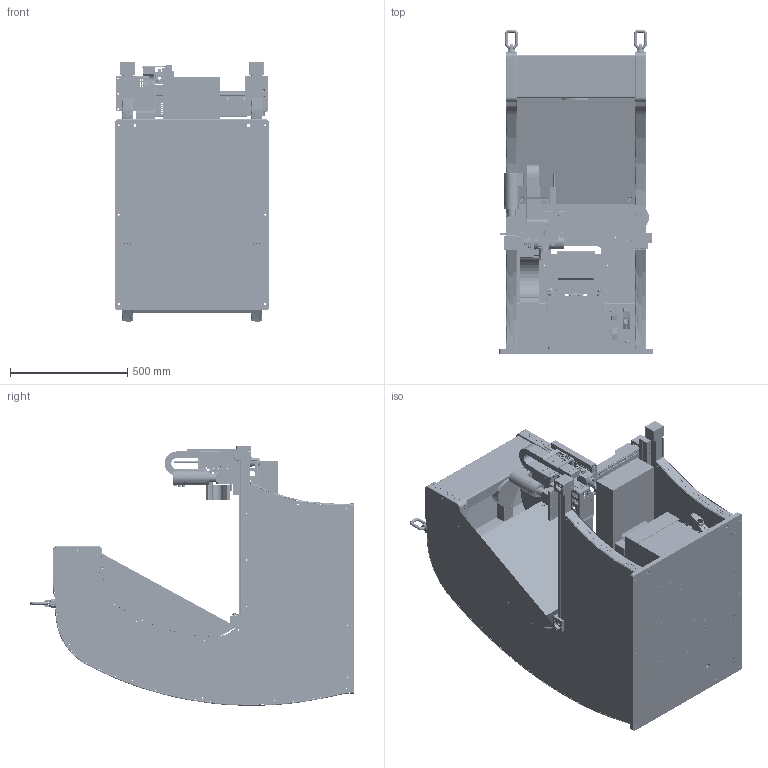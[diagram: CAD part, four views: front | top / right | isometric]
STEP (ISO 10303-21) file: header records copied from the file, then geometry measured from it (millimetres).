
FILE_DESCRIPTION(/* description */ ('Alibre Inc.'),/* implementation_level */ '2;1');
FILE_NAME(/* name */ 'export-D1761E10-2C2D-4AA5-8250-63B8C16CC7B3',/* time_stamp */ '2023-12-14T13:01:02+01:00',/* author */ (''),/* organization */ (''),/* preprocessor_version */ 'ST-DEVELOPER v17',/* originating_system */ 'Alibre',/* authorisation */ '');
FILE_SCHEMA (('AUTOMOTIVE_DESIGN'));
Length unit declared in the file: millimetre
Products named in the file (1): ConFeed_ZDD_380_v2.1
Bounding box: 655 x 1383 x 1107.27 mm (x, y, z)
Volume: 1582625.4 mm3; surface area: 12583385.1 mm2
Topology: 4 solids, 307 shells, 2214 faces, 12194 edges, 10046 vertices
Faces by surface type: plane 1071, cylinder 888, cone 135, bspline 113, torus 7
Full cylindrical faces by diameter (mm): 2.5 x2, 3 x1, 3.2 x2, 3.242 x11, 3.959 x1, 4 x1, 4.134 x32, 4.2 x24, 4.459 x8, 4.5 x2, 4.8 x49, 4.9 x1, 4.917 x10, 5 x1, 5.5 x9, 5.7 x2, 6 x29, 6.2 x5, 6.4 x14, 6.5 x7, 6.6 x7, 6.647 x4, 7 x13, 7.3 x1, 8 x10, 8.5 x4, 8.7 x2, 9 x6, 9.5 x4, 10 x18
Entity records: 144726 total; most frequent: CARTESIAN_POINT 48342, DIRECTION 18095, ORIENTED_EDGE 15783, EDGE_CURVE 12187, VERTEX_POINT 10046, AXIS2_PLACEMENT_3D 6396, VECTOR 6381, LINE 6381
